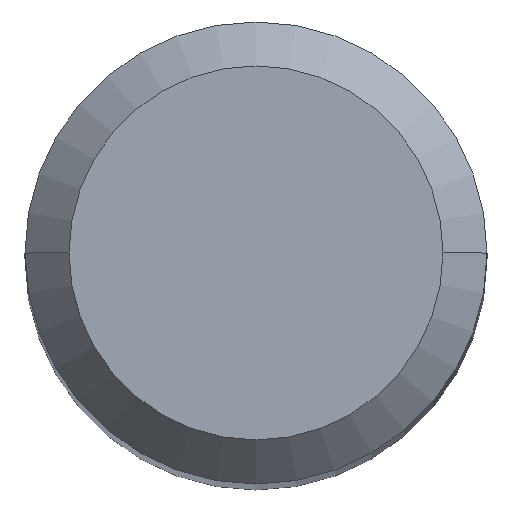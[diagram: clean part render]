
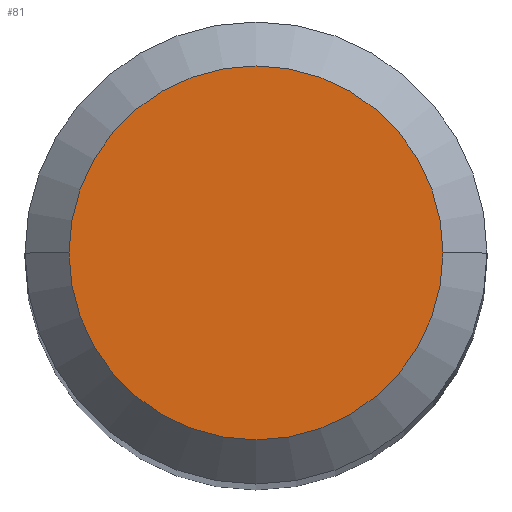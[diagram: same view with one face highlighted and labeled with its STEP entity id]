
A CAD part, top view. The second image highlights one B-rep face of the part: STEP entity #81.
In plain terms, the highlighted planar face has unit normal (0, 0, 1).
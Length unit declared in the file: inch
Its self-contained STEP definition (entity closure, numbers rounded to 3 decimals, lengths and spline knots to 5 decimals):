
#22 = VERTEX_POINT ( 'NONE', #209 ) ;
#28 = CIRCLE ( 'NONE', #174, 0.06375 ) ;
#40 = EDGE_CURVE ( 'NONE', #173, #22, #295, .T. ) ;
#59 = EDGE_CURVE ( 'NONE', #22, #173, #28, .T. ) ;
#81 = ADVANCED_FACE ( 'NONE', ( #184 ), #399, .F. ) ;
#98 = AXIS2_PLACEMENT_3D ( 'NONE', #335, #193, #431 ) ;
#173 = VERTEX_POINT ( 'NONE', #430 ) ;
#174 = AXIS2_PLACEMENT_3D ( 'NONE', #362, #293, #364 ) ;
#184 = FACE_OUTER_BOUND ( 'NONE', #421, .T. ) ;
#193 = DIRECTION ( 'NONE',  ( 0., 0., 1. ) ) ;
#195 = DIRECTION ( 'NONE',  ( 0., 0., -1. ) ) ;
#209 = CARTESIAN_POINT ( 'NONE',  ( 0.06375, 0., 0. ) ) ;
#240 = ORIENTED_EDGE ( 'NONE', *, *, #59, .T. ) ;
#269 = DIRECTION ( 'NONE',  ( -1., 0., 0. ) ) ;
#293 = DIRECTION ( 'NONE',  ( 0., 0., 1. ) ) ;
#295 = CIRCLE ( 'NONE', #98, 0.06375 ) ;
#316 = ORIENTED_EDGE ( 'NONE', *, *, #40, .T. ) ;
#335 = CARTESIAN_POINT ( 'NONE',  ( 0., 0., 0. ) ) ;
#362 = CARTESIAN_POINT ( 'NONE',  ( 0., 0., 0. ) ) ;
#364 = DIRECTION ( 'NONE',  ( 1., 0., 0. ) ) ;
#399 = PLANE ( 'NONE',  #427 ) ;
#421 = EDGE_LOOP ( 'NONE', ( #316, #240 ) ) ;
#427 = AXIS2_PLACEMENT_3D ( 'NONE', #444, #195, #269 ) ;
#430 = CARTESIAN_POINT ( 'NONE',  ( -0.06375, 0., 0. ) ) ;
#431 = DIRECTION ( 'NONE',  ( 1., 0., 0. ) ) ;
#444 = CARTESIAN_POINT ( 'NONE',  ( 0., 0.06375, 0. ) ) ;
